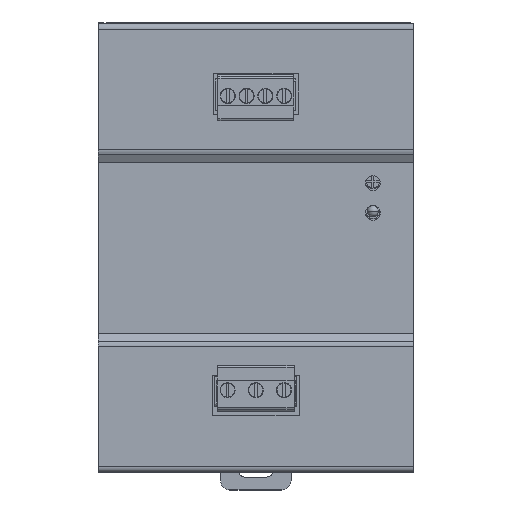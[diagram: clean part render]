
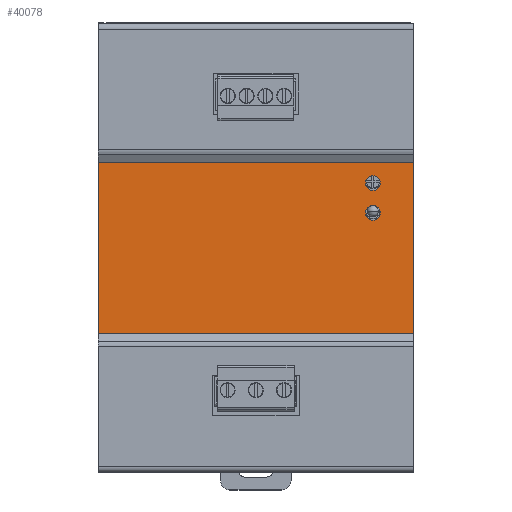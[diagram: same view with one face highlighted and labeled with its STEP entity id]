
A CAD part, top view. The second image highlights one B-rep face of the part: STEP entity #40078.
In plain terms, the highlighted face is planar.
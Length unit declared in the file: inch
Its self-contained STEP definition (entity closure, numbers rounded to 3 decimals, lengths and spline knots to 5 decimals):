
#63 = DIRECTION ( 'NONE',  ( 0., 1., 0. ) ) ;
#431 = PLANE ( 'NONE',  #145979 ) ;
#839 = CARTESIAN_POINT ( 'NONE',  ( 0., -3.29134, 0.06299 ) ) ;
#1719 = DIRECTION ( 'NONE',  ( 0., 0., -1. ) ) ;
#9880 = CARTESIAN_POINT ( 'NONE',  ( -0.35197, -3.07087, 0.06299 ) ) ;
#10608 = VERTEX_POINT ( 'NONE', #9880 ) ;
#10828 = CARTESIAN_POINT ( 'NONE',  ( -0.35197, -2.75591, 0.06299 ) ) ;
#18715 = CIRCLE ( 'NONE', #75859, 0.07874 ) ;
#23656 = AXIS2_PLACEMENT_3D ( 'NONE', #85283, #85065, #85031 ) ;
#29773 = DIRECTION ( 'NONE',  ( 1., 0., 0. ) ) ;
#29904 = DIRECTION ( 'NONE',  ( 0., 0., -1. ) ) ;
#30103 = CARTESIAN_POINT ( 'NONE',  ( -0.43071, -3.07087, 0.06299 ) ) ;
#32174 = CARTESIAN_POINT ( 'NONE',  ( 0., -3.29134, 0.06299 ) ) ;
#36612 = EDGE_LOOP ( 'NONE', ( #83557, #139485 ) ) ;
#40078 = ADVANCED_FACE ( 'NONE', ( #77417, #110118, #142028 ), #431, .T. ) ;
#42472 = VECTOR ( 'NONE', #51946, 39.37008 ) ;
#43016 = DIRECTION ( 'NONE',  ( 1., 0., 0. ) ) ;
#43163 = VERTEX_POINT ( 'NONE', #142594 ) ;
#43214 = DIRECTION ( 'NONE',  ( 0., 0., -1. ) ) ;
#43388 = CARTESIAN_POINT ( 'NONE',  ( -0.43071, -2.75591, 0.06299 ) ) ;
#43481 = DIRECTION ( 'NONE',  ( 1., 0., 0. ) ) ;
#43707 = DIRECTION ( 'NONE',  ( 0., 0., -1. ) ) ;
#43780 = CIRCLE ( 'NONE', #23656, 0.07874 ) ;
#43854 = CARTESIAN_POINT ( 'NONE',  ( -0.43071, -2.75591, 0.06299 ) ) ;
#45704 = AXIS2_PLACEMENT_3D ( 'NONE', #43388, #43214, #43016 ) ;
#46868 = VERTEX_POINT ( 'NONE', #32174 ) ;
#48498 = VECTOR ( 'NONE', #71901, 39.37008 ) ;
#49663 = ORIENTED_EDGE ( 'NONE', *, *, #91513, .T. ) ;
#51662 = CIRCLE ( 'NONE', #45704, 0.07874 ) ;
#51946 = DIRECTION ( 'NONE',  ( -1., 0., 0. ) ) ;
#53049 = CARTESIAN_POINT ( 'NONE',  ( 0., -3.29134, 0.06299 ) ) ;
#53253 = VECTOR ( 'NONE', #148472, 39.37008 ) ;
#55389 = EDGE_LOOP ( 'NONE', ( #49663, #58371, #143425, #143142 ) ) ;
#55925 = CARTESIAN_POINT ( 'NONE',  ( -0.50945, -2.75591, 0.06299 ) ) ;
#56770 = CARTESIAN_POINT ( 'NONE',  ( -0.50945, -3.07087, 0.06299 ) ) ;
#58371 = ORIENTED_EDGE ( 'NONE', *, *, #91770, .F. ) ;
#65035 = DIRECTION ( 'NONE',  ( -1., 0., 0. ) ) ;
#65248 = CARTESIAN_POINT ( 'NONE',  ( 0., -1.47638, 0.06299 ) ) ;
#71901 = DIRECTION ( 'NONE',  ( 0., 1., 0. ) ) ;
#72408 = CARTESIAN_POINT ( 'NONE',  ( 0., -3.29134, 0.06299 ) ) ;
#75859 = AXIS2_PLACEMENT_3D ( 'NONE', #30103, #29904, #29773 ) ;
#76655 = EDGE_CURVE ( 'NONE', #10608, #115012, #43780, .T. ) ;
#77417 = FACE_OUTER_BOUND ( 'NONE', #55389, .T. ) ;
#80931 = VECTOR ( 'NONE', #65035, 39.37008 ) ;
#82750 = VERTEX_POINT ( 'NONE', #10828 ) ;
#83557 = ORIENTED_EDGE ( 'NONE', *, *, #93648, .F. ) ;
#85031 = DIRECTION ( 'NONE',  ( 1., 0., 0. ) ) ;
#85065 = DIRECTION ( 'NONE',  ( 0., 0., -1. ) ) ;
#85283 = CARTESIAN_POINT ( 'NONE',  ( -0.43071, -3.07087, 0.06299 ) ) ;
#88692 = EDGE_CURVE ( 'NONE', #100903, #82750, #90163, .T. ) ;
#90163 = CIRCLE ( 'NONE', #96051, 0.07874 ) ;
#90312 = EDGE_CURVE ( 'NONE', #82750, #100903, #51662, .T. ) ;
#91251 = CARTESIAN_POINT ( 'NONE',  ( -3.34646, -3.29134, 0.06299 ) ) ;
#91513 = EDGE_CURVE ( 'NONE', #128396, #43163, #151044, .T. ) ;
#91770 = EDGE_CURVE ( 'NONE', #115987, #43163, #149069, .T. ) ;
#93194 = EDGE_CURVE ( 'NONE', #46868, #115987, #114681, .T. ) ;
#93416 = EDGE_CURVE ( 'NONE', #46868, #128396, #112737, .T. ) ;
#93648 = EDGE_CURVE ( 'NONE', #115012, #10608, #18715, .T. ) ;
#96051 = AXIS2_PLACEMENT_3D ( 'NONE', #43854, #43707, #43481 ) ;
#100903 = VERTEX_POINT ( 'NONE', #55925 ) ;
#107216 = ORIENTED_EDGE ( 'NONE', *, *, #90312, .F. ) ;
#110118 = FACE_BOUND ( 'NONE', #36612, .T. ) ;
#112737 = LINE ( 'NONE', #53049, #42472 ) ;
#114681 = LINE ( 'NONE', #72408, #48498 ) ;
#115012 = VERTEX_POINT ( 'NONE', #56770 ) ;
#115987 = VERTEX_POINT ( 'NONE', #128014 ) ;
#128014 = CARTESIAN_POINT ( 'NONE',  ( 0., -1.47638, 0.06299 ) ) ;
#128396 = VERTEX_POINT ( 'NONE', #91251 ) ;
#138271 = ORIENTED_EDGE ( 'NONE', *, *, #88692, .F. ) ;
#139485 = ORIENTED_EDGE ( 'NONE', *, *, #76655, .F. ) ;
#142028 = FACE_BOUND ( 'NONE', #154363, .T. ) ;
#142594 = CARTESIAN_POINT ( 'NONE',  ( -3.34646, -1.47638, 0.06299 ) ) ;
#143142 = ORIENTED_EDGE ( 'NONE', *, *, #93416, .T. ) ;
#143425 = ORIENTED_EDGE ( 'NONE', *, *, #93194, .F. ) ;
#145979 = AXIS2_PLACEMENT_3D ( 'NONE', #839, #1719, #63 ) ;
#148472 = DIRECTION ( 'NONE',  ( 0., 1., 0. ) ) ;
#149069 = LINE ( 'NONE', #65248, #80931 ) ;
#149297 = CARTESIAN_POINT ( 'NONE',  ( -3.34646, -3.29134, 0.06299 ) ) ;
#151044 = LINE ( 'NONE', #149297, #53253 ) ;
#154363 = EDGE_LOOP ( 'NONE', ( #107216, #138271 ) ) ;
